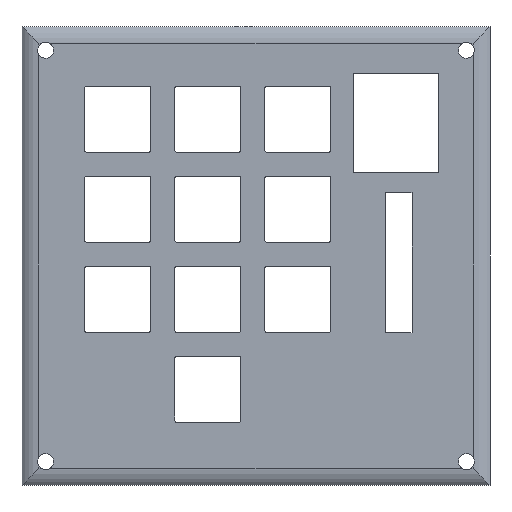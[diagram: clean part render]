
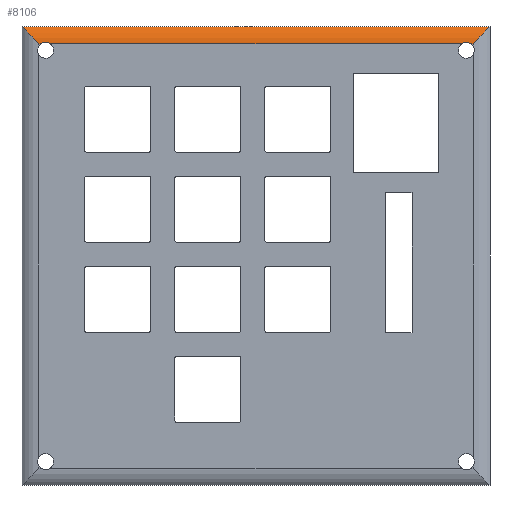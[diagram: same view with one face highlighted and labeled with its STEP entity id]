
A CAD part, top view. The second image highlights one B-rep face of the part: STEP entity #8106.
In plain terms, the highlighted cylindrical face has radius 5 mm (diameter 10 mm), a partial arc.
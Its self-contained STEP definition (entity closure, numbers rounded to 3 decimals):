
#15=ELLIPSE('',#8368,7.071,5.);
#17=ELLIPSE('',#8371,7.071,5.);
#20=CYLINDRICAL_SURFACE('',#8370,5.);
#663=B_SPLINE_CURVE_WITH_KNOTS('',3,(#15685,#15686,#15687,#15688,#15689,
#15690,#15691,#15692,#15693,#15694),.UNSPECIFIED.,.F.,.F.,(4,2,2,2,4),(0.438,
0.466,0.531,0.595,0.623),
 .UNSPECIFIED.);
#664=B_SPLINE_CURVE_WITH_KNOTS('',3,(#15698,#15699,#15700,#15701,#15702,
#15703,#15704,#15705,#15706,#15707),.UNSPECIFIED.,.F.,.F.,(4,2,2,2,4),(0.438,
0.466,0.531,0.595,0.623),
 .UNSPECIFIED.);
#1220=FACE_OUTER_BOUND('',#1686,.T.);
#1686=EDGE_LOOP('',(#7097,#7098,#7099,#7100,#7101,#7102,#7103,#7104));
#2265=LINE('',#15454,#2933);
#2318=LINE('',#15696,#2986);
#2319=LINE('',#15709,#2987);
#2320=LINE('',#15711,#2988);
#2933=VECTOR('',#9187,10.);
#2986=VECTOR('',#9344,5.);
#2987=VECTOR('',#9345,5.);
#2988=VECTOR('',#9348,5.);
#3745=VERTEX_POINT('',#15451);
#3746=VERTEX_POINT('',#15453);
#3845=VERTEX_POINT('',#15676);
#3847=VERTEX_POINT('',#15683);
#3848=VERTEX_POINT('',#15684);
#3849=VERTEX_POINT('',#15695);
#3850=VERTEX_POINT('',#15697);
#3851=VERTEX_POINT('',#15708);
#4865=EDGE_CURVE('',#3745,#3746,#2265,.T.);
#4965=EDGE_CURVE('',#3845,#3745,#15,.T.);
#4968=EDGE_CURVE('',#3847,#3848,#663,.T.);
#4969=EDGE_CURVE('',#3848,#3849,#2318,.T.);
#4970=EDGE_CURVE('',#3849,#3850,#664,.T.);
#4971=EDGE_CURVE('',#3850,#3851,#2319,.T.);
#4972=EDGE_CURVE('',#3851,#3746,#17,.T.);
#4973=EDGE_CURVE('',#3845,#3847,#2320,.T.);
#7097=ORIENTED_EDGE('',*,*,#4968,.T.);
#7098=ORIENTED_EDGE('',*,*,#4969,.T.);
#7099=ORIENTED_EDGE('',*,*,#4970,.T.);
#7100=ORIENTED_EDGE('',*,*,#4971,.T.);
#7101=ORIENTED_EDGE('',*,*,#4972,.T.);
#7102=ORIENTED_EDGE('',*,*,#4865,.F.);
#7103=ORIENTED_EDGE('',*,*,#4965,.F.);
#7104=ORIENTED_EDGE('',*,*,#4973,.T.);
#8106=ADVANCED_FACE('',(#1220),#20,.T.);
#8368=AXIS2_PLACEMENT_3D('',#15678,#9337,#9338);
#8370=AXIS2_PLACEMENT_3D('',#15682,#9342,#9343);
#8371=AXIS2_PLACEMENT_3D('',#15710,#9346,#9347);
#9187=DIRECTION('',(1.,0.,0.));
#9337=DIRECTION('center_axis',(-0.707,-0.707,0.));
#9338=DIRECTION('ref_axis',(0.707,-0.707,0.));
#9342=DIRECTION('center_axis',(1.,0.,0.));
#9343=DIRECTION('ref_axis',(0.,0.714,0.7));
#9344=DIRECTION('',(1.,0.,0.));
#9345=DIRECTION('',(1.,0.,0.));
#9346=DIRECTION('center_axis',(-0.707,0.707,0.));
#9347=DIRECTION('ref_axis',(-0.707,-0.707,0.));
#9348=DIRECTION('',(1.,0.,0.));
#15451=CARTESIAN_POINT('',(-10.725,10.025,0.));
#15453=CARTESIAN_POINT('',(88.275,10.025,0.));
#15454=CARTESIAN_POINT('',(-10.725,10.025,0.));
#15676=CARTESIAN_POINT('',(-7.154,6.454,1.5));
#15678=CARTESIAN_POINT('Origin',(-7.154,6.454,-3.5));
#15682=CARTESIAN_POINT('Origin',(-10.725,6.454,-3.5));
#15683=CARTESIAN_POINT('',(-6.645,6.454,1.5));
#15684=CARTESIAN_POINT('',(-4.805,6.454,1.5));
#15685=CARTESIAN_POINT('Ctrl Pts',(-6.645,6.454,1.5));
#15686=CARTESIAN_POINT('Ctrl Pts',(-6.561,6.509,1.5));
#15687=CARTESIAN_POINT('Ctrl Pts',(-6.471,6.556,1.499));
#15688=CARTESIAN_POINT('Ctrl Pts',(-6.167,6.682,1.496));
#15689=CARTESIAN_POINT('Ctrl Pts',(-5.939,6.725,1.493));
#15690=CARTESIAN_POINT('Ctrl Pts',(-5.511,6.725,1.493));
#15691=CARTESIAN_POINT('Ctrl Pts',(-5.283,6.682,1.496));
#15692=CARTESIAN_POINT('Ctrl Pts',(-4.979,6.556,1.499));
#15693=CARTESIAN_POINT('Ctrl Pts',(-4.889,6.509,1.5));
#15694=CARTESIAN_POINT('Ctrl Pts',(-4.805,6.454,1.5));
#15695=CARTESIAN_POINT('',(82.355,6.454,1.5));
#15696=CARTESIAN_POINT('',(-10.725,6.454,1.5));
#15697=CARTESIAN_POINT('',(84.195,6.454,1.5));
#15698=CARTESIAN_POINT('Ctrl Pts',(82.355,6.454,1.5));
#15699=CARTESIAN_POINT('Ctrl Pts',(82.439,6.509,1.5));
#15700=CARTESIAN_POINT('Ctrl Pts',(82.529,6.556,1.499));
#15701=CARTESIAN_POINT('Ctrl Pts',(82.833,6.682,1.496));
#15702=CARTESIAN_POINT('Ctrl Pts',(83.061,6.725,1.493));
#15703=CARTESIAN_POINT('Ctrl Pts',(83.489,6.725,1.493));
#15704=CARTESIAN_POINT('Ctrl Pts',(83.717,6.682,1.496));
#15705=CARTESIAN_POINT('Ctrl Pts',(84.021,6.556,1.499));
#15706=CARTESIAN_POINT('Ctrl Pts',(84.111,6.509,1.5));
#15707=CARTESIAN_POINT('Ctrl Pts',(84.195,6.454,1.5));
#15708=CARTESIAN_POINT('',(84.704,6.454,1.5));
#15709=CARTESIAN_POINT('',(-10.725,6.454,1.5));
#15710=CARTESIAN_POINT('Origin',(84.704,6.454,-3.5));
#15711=CARTESIAN_POINT('',(-10.725,6.454,1.5));
